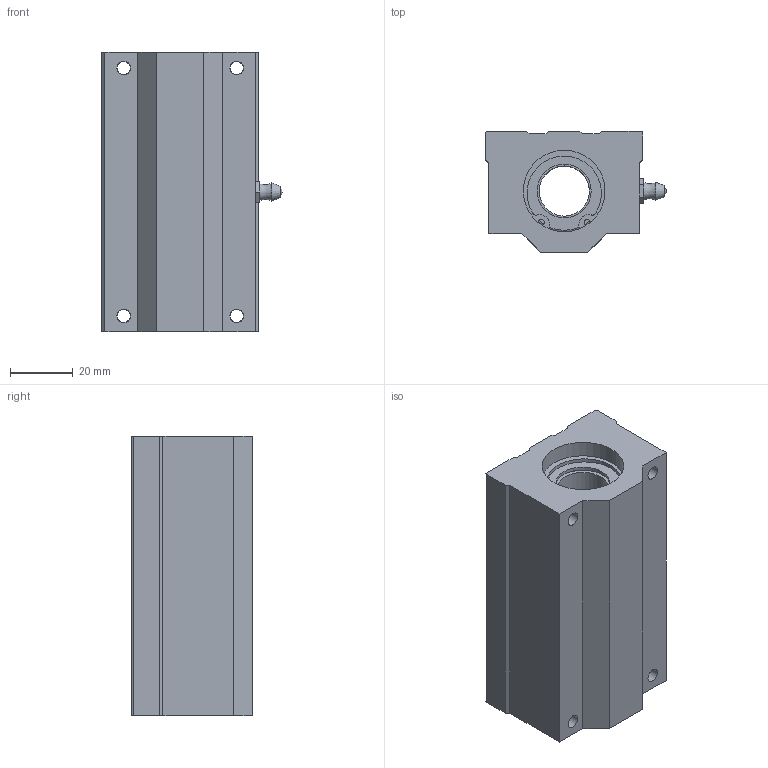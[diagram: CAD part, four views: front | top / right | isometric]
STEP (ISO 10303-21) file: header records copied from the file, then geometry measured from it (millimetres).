
FILE_DESCRIPTION(/* description */ ('STEP AP203'),/* implementation_level */ '2;1');
FILE_NAME(/* name */ 'SCE16LUU',/* time_stamp */ '2022-08-20T03:38:28+02:00',/* author */ ('License CC BY-ND 4.0'),/* organization */ ('CADENAS'),/* preprocessor_version */ 'ST-DEVELOPER v18.102',/* originating_system */ 'PARTsolutions',/* authorisation */ ' ');
FILE_SCHEMA (('CONFIG_CONTROL_DESIGN'));
Length unit declared in the file: millimetre
Products named in the file (6): SCE16LUU; nozzel; Gasket16; LME16; Retaining ring GB 893.1-86 26; SCE16LUUbody
Assembly tree (7 placements, depth 2):
  SCE16LUU
    nozzel
    Gasket16
    LME16  x2
    Retaining ring GB 893.1-86 26  x2
    SCE16LUUbody
Bounding box: 57.52 x 38.5 x 89 mm (x, y, z)
Volume: 127072.6 mm3; surface area: 40870.5 mm2
Topology: 7 solids, 7 shells, 142 faces, 301 edges, 198 vertices
Faces by surface type: plane 71, cylinder 59, cone 6, torus 5, sphere 1
Full cylindrical faces by diameter (mm): 2 x8, 2.5 x1, 4.134 x4, 4.3 x4, 6 x1, 16 x3, 17.2 x4, 18.4 x4, 24.9 x4, 26 x9, 27.2 x2, 28 x1
Entity records: 2975 total; most frequent: CARTESIAN_POINT 530, DIRECTION 494, ORIENTED_EDGE 370, AXIS2_PLACEMENT_3D 201, EDGE_LOOP 196, FACE_BOUND 196, EDGE_CURVE 185, VERTEX_POINT 149
